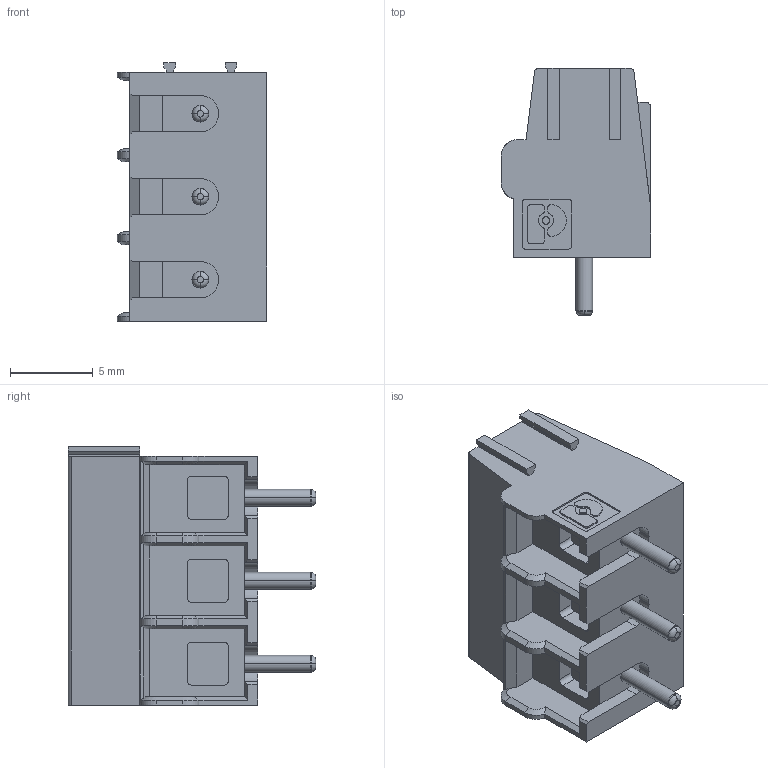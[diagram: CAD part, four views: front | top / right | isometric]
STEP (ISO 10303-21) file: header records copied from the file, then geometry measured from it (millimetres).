
FILE_DESCRIPTION(('SolidDesigner STEP Export'),'2;1');
FILE_NAME('pt_1.5-3-5.0-h.stp','2003-02-11T12:10:46',(''),(''),'OneSpaceDesigner STEP processor Version: 9.0 (March 2001)for AP214(CD)(Solid Model)','CoCreate OneSpaceDesigner: 11.50A 18-Jul-2002(C) CoCreate Software GmbH','');
FILE_SCHEMA(('AUTOMOTIVE_DESIGN_CC2 {1 2 10303 214 -1 1 5 1}'));
Length unit declared in the file: millimetre
Products named in the file (2): pt_1.5-3-5.0-h
Assembly tree (1 placements, depth 2):
  pt_1.5-3-5.0-h
    pt_1.5-3-5.0-h
Bounding box: 9 x 14.9 x 15.57 mm (x, y, z)
Volume: 1060.8 mm3; surface area: 1128 mm2
Topology: 1 solids, 1 shells, 324 faces, 861 edges, 561 vertices
Faces by surface type: plane 197, cylinder 79, torus 30, cone 18
Entity records: 12880 total; most frequent: CARTESIAN_POINT 2542, ORIENTED_EDGE 1722, DIRECTION 1465, EDGE_CURVE 861, VERTEX_POINT 561, VECTOR 529, LINE 529, AXIS2_PLACEMENT_3D 468
